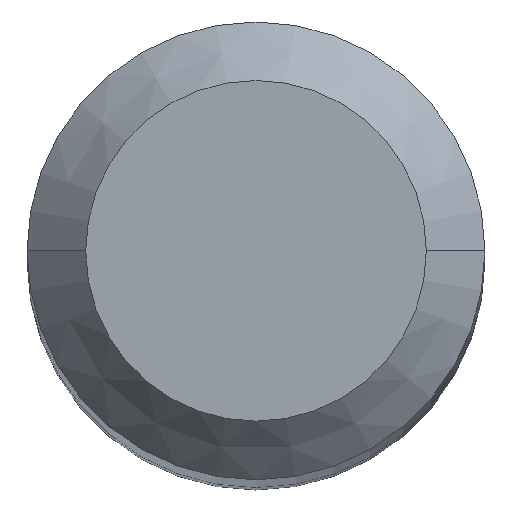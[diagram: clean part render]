
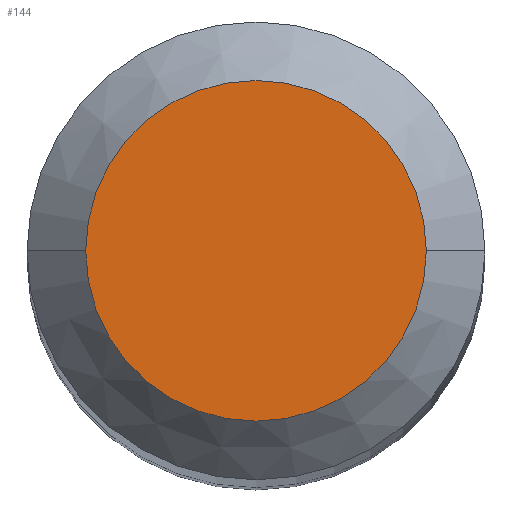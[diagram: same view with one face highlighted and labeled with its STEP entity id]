
A CAD part, top view. The second image highlights one B-rep face of the part: STEP entity #144.
In plain terms, the highlighted planar face has unit normal (0, 0, 1).
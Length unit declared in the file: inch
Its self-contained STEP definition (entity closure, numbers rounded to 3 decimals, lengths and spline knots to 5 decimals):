
#9 = DIRECTION ( 'NONE',  ( 0., 0., -1. ) ) ;
#43 = DIRECTION ( 'NONE',  ( 0., 0., 1. ) ) ;
#51 = CIRCLE ( 'NONE', #284, 0.0581 ) ;
#71 = FACE_OUTER_BOUND ( 'NONE', #155, .T. ) ;
#110 = CARTESIAN_POINT ( 'NONE',  ( 0., 0., 0. ) ) ;
#115 = DIRECTION ( 'NONE',  ( 1., 0., 0. ) ) ;
#144 = ADVANCED_FACE ( 'NONE', ( #71 ), #169, .F. ) ;
#155 = EDGE_LOOP ( 'NONE', ( #173, #201 ) ) ;
#164 = CARTESIAN_POINT ( 'NONE',  ( 0., 0.0581, 0. ) ) ;
#169 = PLANE ( 'NONE',  #213 ) ;
#173 = ORIENTED_EDGE ( 'NONE', *, *, #251, .T. ) ;
#175 = CARTESIAN_POINT ( 'NONE',  ( -0.0581, 0., 0. ) ) ;
#196 = AXIS2_PLACEMENT_3D ( 'NONE', #110, #226, #115 ) ;
#201 = ORIENTED_EDGE ( 'NONE', *, *, #326, .T. ) ;
#206 = CARTESIAN_POINT ( 'NONE',  ( 0.0581, 0., 0. ) ) ;
#213 = AXIS2_PLACEMENT_3D ( 'NONE', #164, #9, #215 ) ;
#215 = DIRECTION ( 'NONE',  ( -1., 0., 0. ) ) ;
#216 = DIRECTION ( 'NONE',  ( 1., 0., 0. ) ) ;
#226 = DIRECTION ( 'NONE',  ( 0., 0., 1. ) ) ;
#245 = CARTESIAN_POINT ( 'NONE',  ( 0., 0., 0. ) ) ;
#250 = CIRCLE ( 'NONE', #196, 0.0581 ) ;
#251 = EDGE_CURVE ( 'NONE', #287, #379, #51, .T. ) ;
#284 = AXIS2_PLACEMENT_3D ( 'NONE', #245, #43, #216 ) ;
#287 = VERTEX_POINT ( 'NONE', #175 ) ;
#326 = EDGE_CURVE ( 'NONE', #379, #287, #250, .T. ) ;
#379 = VERTEX_POINT ( 'NONE', #206 ) ;
